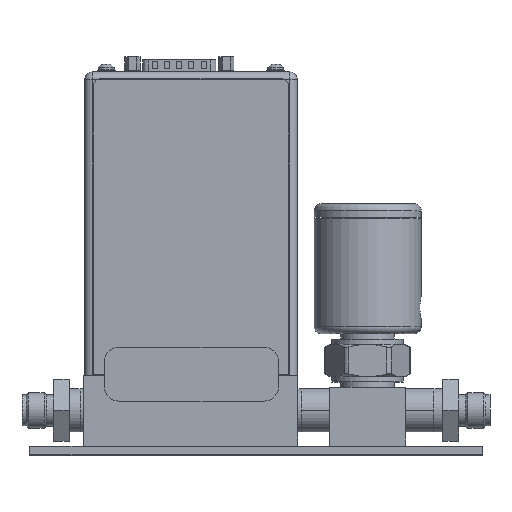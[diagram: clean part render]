
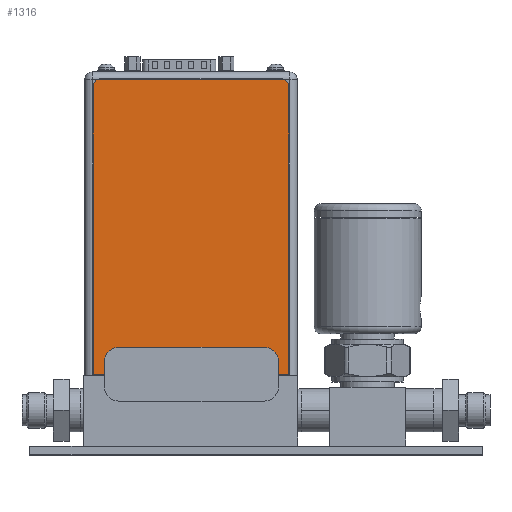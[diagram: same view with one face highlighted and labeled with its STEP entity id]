
A CAD part, top view. The second image highlights one B-rep face of the part: STEP entity #1316.
In plain terms, the highlighted planar face has unit normal (0, 0, 1).
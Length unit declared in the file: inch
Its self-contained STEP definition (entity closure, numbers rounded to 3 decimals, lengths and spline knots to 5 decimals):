
#1149=CARTESIAN_POINT('',(2.63,4.04,0.004));
#1150=DIRECTION('',(0.,0.,-1.));
#1151=DIRECTION('',(0.,1.,0.));
#1152=AXIS2_PLACEMENT_3D('',#1149,#1150,#1151);
#1154=DIRECTION('',(0.,-1.,0.));
#1155=VECTOR('',#1154,4.04);
#1156=CARTESIAN_POINT('',(2.73,4.04,0.004));
#1157=LINE('',#1156,#1155);
#1158=DIRECTION('',(-1.,0.,0.));
#1159=VECTOR('',#1158,2.73);
#1160=CARTESIAN_POINT('',(2.73,0.,0.004));
#1161=LINE('',#1160,#1159);
#1162=DIRECTION('',(0.,1.,0.));
#1163=VECTOR('',#1162,4.04);
#1164=CARTESIAN_POINT('',(0.,0.,0.004));
#1165=LINE('',#1164,#1163);
#1166=CARTESIAN_POINT('',(0.1,4.04,0.004));
#1167=DIRECTION('',(0.,0.,-1.));
#1168=DIRECTION('',(-1.,0.,0.));
#1169=AXIS2_PLACEMENT_3D('',#1166,#1167,#1168);
#1171=DIRECTION('',(1.,0.,0.));
#1172=VECTOR('',#1171,2.53);
#1173=CARTESIAN_POINT('',(0.1,4.14,0.004));
#1174=LINE('',#1173,#1172);
#1187=CARTESIAN_POINT('',(2.73,4.04,0.004));
#1188=VERTEX_POINT('',#1187);
#1189=CARTESIAN_POINT('',(2.63,4.14,0.004));
#1190=VERTEX_POINT('',#1189);
#1191=CARTESIAN_POINT('',(2.73,0.,0.004));
#1192=VERTEX_POINT('',#1191);
#1193=CARTESIAN_POINT('',(0.,0.,0.004));
#1194=VERTEX_POINT('',#1193);
#1195=CARTESIAN_POINT('',(0.,4.04,0.004));
#1196=VERTEX_POINT('',#1195);
#1197=CARTESIAN_POINT('',(0.1,4.14,0.004));
#1198=VERTEX_POINT('',#1197);
#1303=CARTESIAN_POINT('',(0.,0.,0.004));
#1304=DIRECTION('',(0.,0.,1.));
#1305=DIRECTION('',(1.,0.,0.));
#1306=AXIS2_PLACEMENT_3D('',#1303,#1304,#1305);
#1307=PLANE('',#1306);
#1308=ORIENTED_EDGE('',*,*,#1227,.T.);
#1309=ORIENTED_EDGE('',*,*,#1243,.T.);
#1310=ORIENTED_EDGE('',*,*,#1256,.T.);
#1311=ORIENTED_EDGE('',*,*,#1269,.T.);
#1312=ORIENTED_EDGE('',*,*,#1284,.T.);
#1313=ORIENTED_EDGE('',*,*,#1296,.T.);
#1314=EDGE_LOOP('',(#1308,#1309,#1310,#1311,#1312,#1313));
#1315=FACE_OUTER_BOUND('',#1314,.F.);
#1316=ADVANCED_FACE('',(#1315),#1307,.T.);
#1153=CIRCLE('',#1152,0.1);
#1170=CIRCLE('',#1169,0.1);
#1227=EDGE_CURVE('',#1190,#1188,#1153,.T.);
#1243=EDGE_CURVE('',#1188,#1192,#1157,.T.);
#1256=EDGE_CURVE('',#1192,#1194,#1161,.T.);
#1269=EDGE_CURVE('',#1194,#1196,#1165,.T.);
#1284=EDGE_CURVE('',#1196,#1198,#1170,.T.);
#1296=EDGE_CURVE('',#1198,#1190,#1174,.T.);
